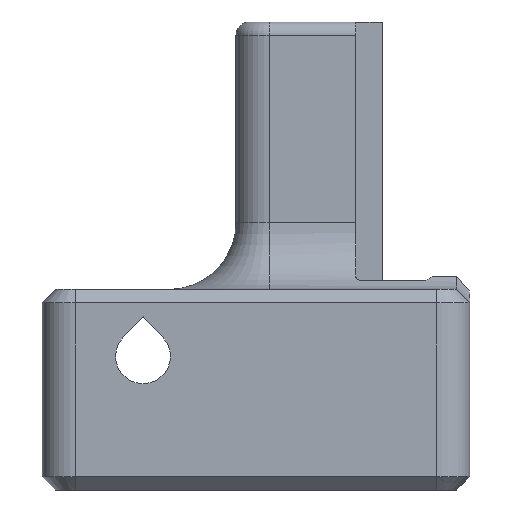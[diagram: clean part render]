
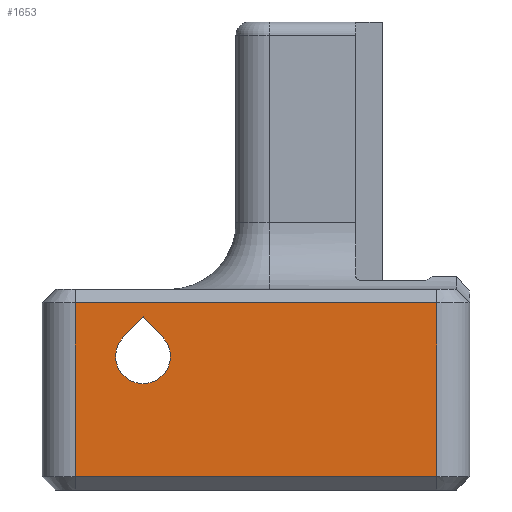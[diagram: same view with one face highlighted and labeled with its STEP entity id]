
A CAD part, left-side view. The second image highlights one B-rep face of the part: STEP entity #1653.
In plain terms, the highlighted planar face has unit normal (-1, 0, 0).
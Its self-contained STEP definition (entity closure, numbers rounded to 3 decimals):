
#17=FACE_BOUND('',#315,.T.);
#115=CIRCLE('',#1801,4.1);
#216=FACE_OUTER_BOUND('',#314,.T.);
#314=EDGE_LOOP('',(#1415,#1416,#1417,#1418));
#315=EDGE_LOOP('',(#1419,#1420,#1421));
#385=LINE('',#2408,#548);
#404=LINE('',#2471,#567);
#433=LINE('',#2618,#596);
#476=LINE('',#2885,#639);
#478=LINE('',#2888,#641);
#479=LINE('',#2891,#642);
#548=VECTOR('',#1930,10.);
#567=VECTOR('',#1987,10.);
#596=VECTOR('',#2064,10.);
#639=VECTOR('',#2209,10.);
#641=VECTOR('',#2213,10.);
#642=VECTOR('',#2218,10.);
#700=VERTEX_POINT('',#2398);
#702=VERTEX_POINT('',#2404);
#720=VERTEX_POINT('',#2469);
#747=VERTEX_POINT('',#2616);
#791=VERTEX_POINT('',#2875);
#792=VERTEX_POINT('',#2877);
#794=VERTEX_POINT('',#2883);
#861=EDGE_CURVE('',#700,#702,#385,.T.);
#891=EDGE_CURVE('',#700,#720,#404,.T.);
#934=EDGE_CURVE('',#747,#720,#433,.T.);
#1008=EDGE_CURVE('',#791,#792,#115,.T.);
#1012=EDGE_CURVE('',#794,#791,#476,.T.);
#1014=EDGE_CURVE('',#792,#794,#478,.T.);
#1015=EDGE_CURVE('',#747,#702,#479,.T.);
#1415=ORIENTED_EDGE('',*,*,#861,.F.);
#1416=ORIENTED_EDGE('',*,*,#891,.T.);
#1417=ORIENTED_EDGE('',*,*,#934,.F.);
#1418=ORIENTED_EDGE('',*,*,#1015,.T.);
#1419=ORIENTED_EDGE('',*,*,#1012,.F.);
#1420=ORIENTED_EDGE('',*,*,#1014,.F.);
#1421=ORIENTED_EDGE('',*,*,#1008,.F.);
#1565=PLANE('',#1807);
#1653=ADVANCED_FACE('',(#216,#17),#1565,.F.);
#1801=AXIS2_PLACEMENT_3D('',#2878,#2202,#2203);
#1807=AXIS2_PLACEMENT_3D('',#2895,#2223,#2224);
#1930=DIRECTION('',(0.,1.,0.));
#1987=DIRECTION('',(0.,0.,1.));
#2064=DIRECTION('',(0.,-1.,0.));
#2202=DIRECTION('center_axis',(-1.,0.,0.));
#2203=DIRECTION('ref_axis',(0.,1.,0.));
#2209=DIRECTION('',(0.,0.683,-0.73));
#2213=DIRECTION('',(0.,0.683,0.73));
#2218=DIRECTION('',(0.,0.,-1.));
#2223=DIRECTION('center_axis',(1.,0.,0.));
#2224=DIRECTION('ref_axis',(0.,1.,0.));
#2398=CARTESIAN_POINT('',(-25.,-43.9,-8.));
#2404=CARTESIAN_POINT('',(-25.,10.1,-8.));
#2408=CARTESIAN_POINT('',(-25.,-32.9,-8.));
#2469=CARTESIAN_POINT('',(-25.,-43.9,18.));
#2471=CARTESIAN_POINT('',(-25.,-43.9,0.));
#2616=CARTESIAN_POINT('',(-25.,10.1,18.));
#2618=CARTESIAN_POINT('',(-25.,-32.9,18.));
#2875=CARTESIAN_POINT('',(-25.,2.993,12.802));
#2877=CARTESIAN_POINT('',(-25.,-2.993,12.802));
#2878=CARTESIAN_POINT('Origin',(-25.,0.,10.));
#2883=CARTESIAN_POINT('',(-25.,0.,16.));
#2885=CARTESIAN_POINT('',(-25.,-7.426,23.934));
#2888=CARTESIAN_POINT('',(-25.,-16.905,-2.062));
#2891=CARTESIAN_POINT('',(-25.,10.1,0.));
#2895=CARTESIAN_POINT('Origin',(-25.,-48.9,0.));
